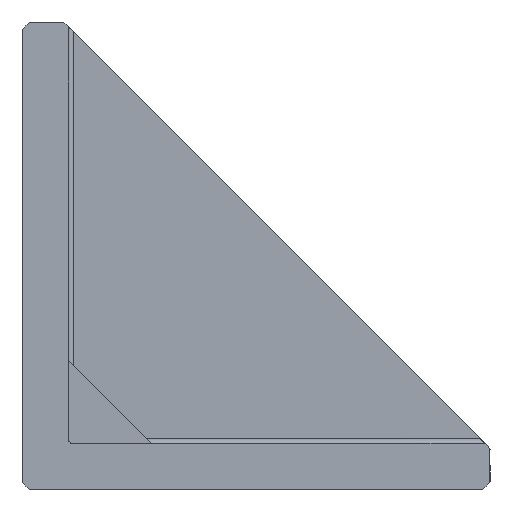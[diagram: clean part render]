
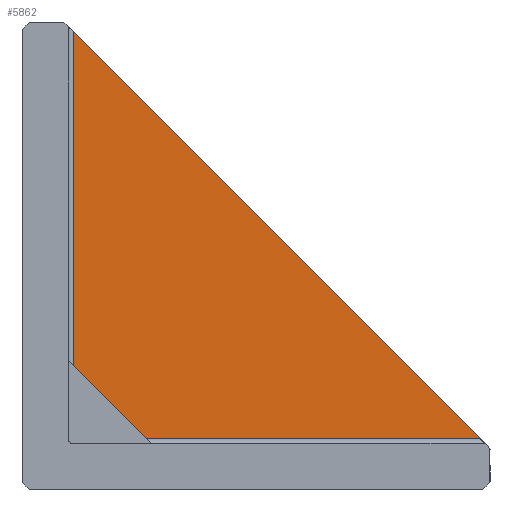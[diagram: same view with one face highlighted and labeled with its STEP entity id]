
A CAD part, left-side view. The second image highlights one B-rep face of the part: STEP entity #5862.
In plain terms, the highlighted planar face has unit normal (-1, 0, 0).
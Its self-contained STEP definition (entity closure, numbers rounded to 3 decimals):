
#91 = VERTEX_POINT ( 'NONE', #1083 ) ;
#307 = LINE ( 'NONE', #4727, #3597 ) ;
#326 = EDGE_CURVE ( 'NONE', #1099, #91, #5978, .T. ) ;
#647 = ORIENTED_EDGE ( 'NONE', *, *, #2868, .T. ) ;
#912 = DIRECTION ( 'NONE',  ( 0., -0.707, -0.707 ) ) ;
#985 = VERTEX_POINT ( 'NONE', #6718 ) ;
#1013 = VECTOR ( 'NONE', #912, 1000. ) ;
#1083 = CARTESIAN_POINT ( 'NONE',  ( 18., -94., 10.5 ) ) ;
#1099 = VERTEX_POINT ( 'NONE', #3811 ) ;
#1449 = CARTESIAN_POINT ( 'NONE',  ( 18., -29.75, 10.5 ) ) ;
#1803 = DIRECTION ( 'NONE',  ( -1., 0., 0. ) ) ;
#1838 = EDGE_LOOP ( 'NONE', ( #647, #7640, #7355 ) ) ;
#1948 = FACE_OUTER_BOUND ( 'NONE', #1838, .T. ) ;
#2868 = EDGE_CURVE ( 'NONE', #1099, #985, #307, .T. ) ;
#3060 = DIRECTION ( 'NONE',  ( 0., 0., -1. ) ) ;
#3142 = PLANE ( 'NONE',  #7158 ) ;
#3172 = CARTESIAN_POINT ( 'NONE',  ( 18., -59.5, 59.5 ) ) ;
#3597 = VECTOR ( 'NONE', #4026, 1000. ) ;
#3619 = CARTESIAN_POINT ( 'NONE',  ( 18., -30.375, 74.125 ) ) ;
#3635 = VECTOR ( 'NONE', #6067, 1000. ) ;
#3811 = CARTESIAN_POINT ( 'NONE',  ( 18., -10.5, 94. ) ) ;
#4026 = DIRECTION ( 'NONE',  ( 0., 0., -1. ) ) ;
#4727 = CARTESIAN_POINT ( 'NONE',  ( 18., -10.5, 29.75 ) ) ;
#5862 = ADVANCED_FACE ( 'NONE', ( #1948 ), #3142, .T. ) ;
#5978 = LINE ( 'NONE', #3619, #1013 ) ;
#6067 = DIRECTION ( 'NONE',  ( 0., -1., 0. ) ) ;
#6718 = CARTESIAN_POINT ( 'NONE',  ( 18., -10.5, 10.5 ) ) ;
#7158 = AXIS2_PLACEMENT_3D ( 'NONE', #3172, #1803, #3060 ) ;
#7178 = LINE ( 'NONE', #1449, #3635 ) ;
#7355 = ORIENTED_EDGE ( 'NONE', *, *, #326, .F. ) ;
#7585 = EDGE_CURVE ( 'NONE', #985, #91, #7178, .T. ) ;
#7640 = ORIENTED_EDGE ( 'NONE', *, *, #7585, .T. ) ;
